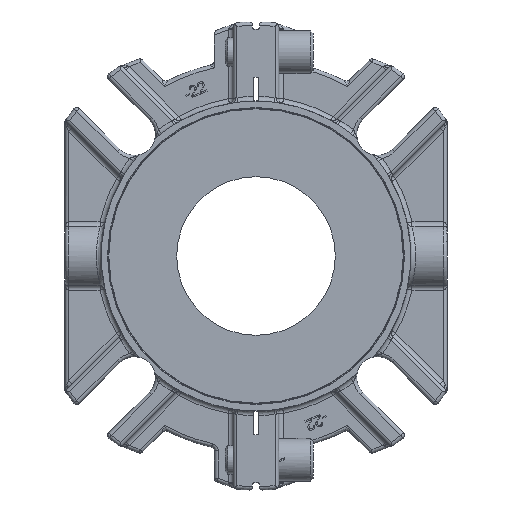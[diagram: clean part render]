
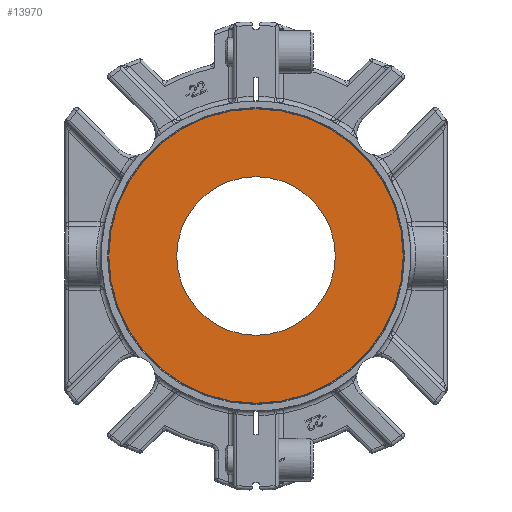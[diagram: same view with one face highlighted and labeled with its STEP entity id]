
A CAD part, front view. The second image highlights one B-rep face of the part: STEP entity #13970.
In plain terms, the highlighted planar face has unit normal (0, -1, 0).
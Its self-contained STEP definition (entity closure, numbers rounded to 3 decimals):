
#5041=ORIENTED_EDGE('',*,*,#8279,.F.);
#5042=ORIENTED_EDGE('',*,*,#8280,.T.);
#8279=EDGE_CURVE('',#9996,#9996,#11009,.T.);
#8280=EDGE_CURVE('',#9997,#9997,#11010,.T.);
#9996=VERTEX_POINT('',#25166);
#9997=VERTEX_POINT('',#25168);
#11009=CIRCLE('',#15309,33.338);
#11010=CIRCLE('',#15310,61.913);
#11877=EDGE_LOOP('',(#5041));
#11878=EDGE_LOOP('',(#5042));
#12854=FACE_BOUND('',#11877,.T.);
#12855=FACE_BOUND('',#11878,.T.);
#13420=PLANE('',#15308);
#13970=ADVANCED_FACE('',(#12854,#12855),#13420,.T.);
#15308=AXIS2_PLACEMENT_3D('',#25164,#18198,#18199);
#15309=AXIS2_PLACEMENT_3D('',#25165,#18200,#18201);
#15310=AXIS2_PLACEMENT_3D('',#25167,#18202,#18203);
#18198=DIRECTION('',(0.,-1.,0.));
#18199=DIRECTION('',(0.,0.,1.));
#18200=DIRECTION('',(0.,-1.,0.));
#18201=DIRECTION('',(0.,0.,-1.));
#18202=DIRECTION('',(0.,-1.,0.));
#18203=DIRECTION('',(0.,0.,1.));
#25164=CARTESIAN_POINT('',(0.,1.092,46.038));
#25165=CARTESIAN_POINT('',(0.,1.092,0.));
#25166=CARTESIAN_POINT('',(0.,1.092,-33.338));
#25167=CARTESIAN_POINT('',(0.,1.092,0.));
#25168=CARTESIAN_POINT('',(0.,1.092,61.913));
